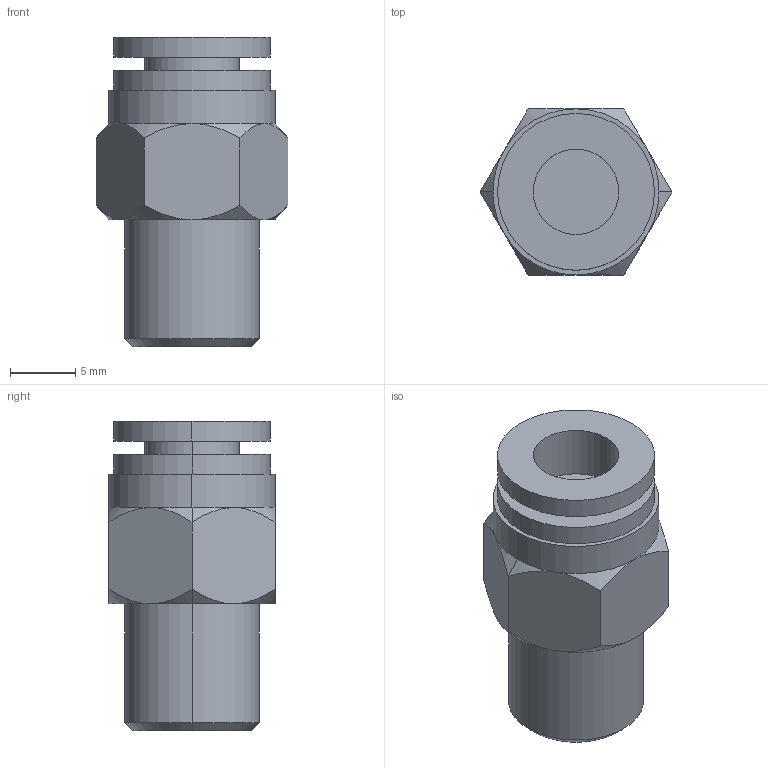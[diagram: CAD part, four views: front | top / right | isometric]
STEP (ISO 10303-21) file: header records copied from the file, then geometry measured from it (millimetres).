
FILE_DESCRIPTION((''),'2;1');
FILE_NAME('smcstraight.stp','2002-01-15T19:23:12',('Administrator'),(''),'Autodesk Inventor (tm) 3.0','Autodesk Inventor (tm) 3.0','');
FILE_SCHEMA(('CONFIG_CONTROL_DESIGN'));
Length unit declared in the file: inch
Products named in the file (3): smcstraight; smcstraight1; smcstraight2
Assembly tree (2 placements, depth 2):
  smcstraight
    smcstraight1
    smcstraight2
Bounding box: 14.66 x 12.7 x 23.69 mm (x, y, z)
Volume: 2233.7 mm3; surface area: 1651.9 mm2
Topology: 2 solids, 2 shells, 46 faces, 94 edges, 56 vertices
Faces by surface type: cone 18, cylinder 14, plane 14
Entity records: 1551 total; most frequent: CARTESIAN_POINT 249, DIRECTION 216, ORIENTED_EDGE 188, AXIS2_PLACEMENT_3D 95, EDGE_CURVE 94, VERTEX_POINT 56, EDGE_LOOP 52, FACE_OUTER_BOUND 46
